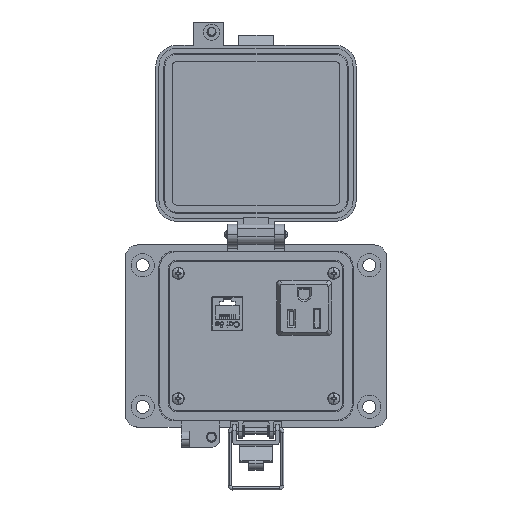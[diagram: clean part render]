
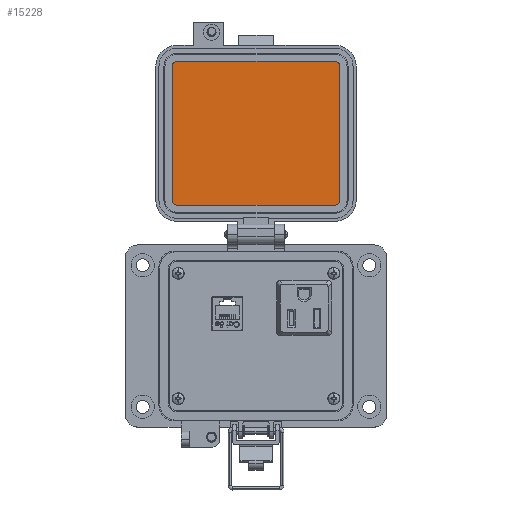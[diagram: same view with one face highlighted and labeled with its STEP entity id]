
A CAD part, top view. The second image highlights one B-rep face of the part: STEP entity #15228.
In plain terms, the highlighted planar face has unit normal (0, 0, 1).
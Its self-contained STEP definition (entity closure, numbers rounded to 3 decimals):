
#146 = DIRECTION ( 'NONE',  ( 0., 0., -1. ) ) ;
#195 = CARTESIAN_POINT ( 'NONE',  ( -3.279, 128.688, 19.202 ) ) ;
#1633 = VECTOR ( 'NONE', #32896, 1000. ) ;
#1752 = CARTESIAN_POINT ( 'NONE',  ( 35.912, 57.705, 19.202 ) ) ;
#2905 = PLANE ( 'NONE',  #20001 ) ;
#4216 = ORIENTED_EDGE ( 'NONE', *, *, #43289, .F. ) ;
#5492 = EDGE_CURVE ( 'NONE', #36329, #12157, #44128, .T. ) ;
#6107 = ORIENTED_EDGE ( 'NONE', *, *, #28388, .F. ) ;
#7788 = EDGE_CURVE ( 'NONE', #18615, #8232, #32322, .T. ) ;
#8232 = VERTEX_POINT ( 'NONE', #24294 ) ;
#10782 = CARTESIAN_POINT ( 'NONE',  ( -44.769, 93.196, 19.202 ) ) ;
#12157 = VERTEX_POINT ( 'NONE', #49055 ) ;
#13188 = EDGE_CURVE ( 'NONE', #12157, #36299, #26641, .T. ) ;
#13417 = AXIS2_PLACEMENT_3D ( 'NONE', #48548, #40061, #45072 ) ;
#15228 = ADVANCED_FACE ( 'NONE', ( #42525 ), #2905, .T. ) ;
#16215 = DIRECTION ( 'NONE',  ( 1., 0., 0. ) ) ;
#17778 = ORIENTED_EDGE ( 'NONE', *, *, #13188, .F. ) ;
#18615 = VERTEX_POINT ( 'NONE', #40786 ) ;
#18793 = DIRECTION ( 'NONE',  ( 0., -1., 0. ) ) ;
#19793 = CIRCLE ( 'NONE', #49394, 2.299 ) ;
#20001 = AXIS2_PLACEMENT_3D ( 'NONE', #22949, #22167, #31383 ) ;
#21013 = EDGE_LOOP ( 'NONE', ( #6107, #4216, #49673, #38458, #42775, #35779, #17778, #33791 ) ) ;
#22004 = EDGE_CURVE ( 'NONE', #36299, #26519, #27127, .T. ) ;
#22167 = DIRECTION ( 'NONE',  ( 0., 0., 1. ) ) ;
#22701 = CIRCLE ( 'NONE', #13417, 2.299 ) ;
#22949 = CARTESIAN_POINT ( 'NONE',  ( 39.871, 130.108, 19.202 ) ) ;
#24275 = CARTESIAN_POINT ( 'NONE',  ( -3.279, 57.705, 19.202 ) ) ;
#24294 = CARTESIAN_POINT ( 'NONE',  ( 38.212, 126.389, 19.202 ) ) ;
#24816 = DIRECTION ( 'NONE',  ( 0., -1., 0. ) ) ;
#26519 = VERTEX_POINT ( 'NONE', #38888 ) ;
#26641 = CIRCLE ( 'NONE', #27503, 2.299 ) ;
#27127 = LINE ( 'NONE', #10782, #34431 ) ;
#27503 = AXIS2_PLACEMENT_3D ( 'NONE', #39510, #146, #16215 ) ;
#28388 = EDGE_CURVE ( 'NONE', #43484, #36329, #19793, .T. ) ;
#29036 = LINE ( 'NONE', #49724, #33501 ) ;
#29179 = EDGE_CURVE ( 'NONE', #26519, #47299, #22701, .T. ) ;
#31113 = DIRECTION ( 'NONE',  ( 0., 1., 0. ) ) ;
#31383 = DIRECTION ( 'NONE',  ( -1., 0., 0. ) ) ;
#32322 = CIRCLE ( 'NONE', #45882, 2.299 ) ;
#32896 = DIRECTION ( 'NONE',  ( 1., 0., 0. ) ) ;
#33501 = VECTOR ( 'NONE', #24816, 1000. ) ;
#33791 = ORIENTED_EDGE ( 'NONE', *, *, #5492, .F. ) ;
#34431 = VECTOR ( 'NONE', #31113, 1000. ) ;
#35078 = CARTESIAN_POINT ( 'NONE',  ( -42.469, 128.688, 19.202 ) ) ;
#35779 = ORIENTED_EDGE ( 'NONE', *, *, #22004, .F. ) ;
#36299 = VERTEX_POINT ( 'NONE', #48554 ) ;
#36329 = VERTEX_POINT ( 'NONE', #1752 ) ;
#38458 = ORIENTED_EDGE ( 'NONE', *, *, #46412, .F. ) ;
#38888 = CARTESIAN_POINT ( 'NONE',  ( -44.769, 126.389, 19.202 ) ) ;
#39510 = CARTESIAN_POINT ( 'NONE',  ( -42.469, 60.004, 19.202 ) ) ;
#40061 = DIRECTION ( 'NONE',  ( 0., 0., -1. ) ) ;
#40415 = DIRECTION ( 'NONE',  ( -1., 0., 0. ) ) ;
#40501 = CARTESIAN_POINT ( 'NONE',  ( 35.912, 126.389, 19.202 ) ) ;
#40786 = CARTESIAN_POINT ( 'NONE',  ( 35.912, 128.688, 19.202 ) ) ;
#41021 = DIRECTION ( 'NONE',  ( 0., 0., -1. ) ) ;
#41426 = CARTESIAN_POINT ( 'NONE',  ( 38.212, 60.004, 19.202 ) ) ;
#42525 = FACE_OUTER_BOUND ( 'NONE', #21013, .T. ) ;
#42775 = ORIENTED_EDGE ( 'NONE', *, *, #29179, .F. ) ;
#43289 = EDGE_CURVE ( 'NONE', #8232, #43484, #29036, .T. ) ;
#43484 = VERTEX_POINT ( 'NONE', #41426 ) ;
#44128 = LINE ( 'NONE', #24275, #50851 ) ;
#45072 = DIRECTION ( 'NONE',  ( 0., -1., 0. ) ) ;
#45079 = LINE ( 'NONE', #195, #1633 ) ;
#45882 = AXIS2_PLACEMENT_3D ( 'NONE', #40501, #41021, #49518 ) ;
#46412 = EDGE_CURVE ( 'NONE', #47299, #18615, #45079, .T. ) ;
#46598 = CARTESIAN_POINT ( 'NONE',  ( 35.912, 60.004, 19.202 ) ) ;
#47299 = VERTEX_POINT ( 'NONE', #35078 ) ;
#48548 = CARTESIAN_POINT ( 'NONE',  ( -42.469, 126.389, 19.202 ) ) ;
#48554 = CARTESIAN_POINT ( 'NONE',  ( -44.769, 60.004, 19.202 ) ) ;
#49055 = CARTESIAN_POINT ( 'NONE',  ( -42.469, 57.705, 19.202 ) ) ;
#49394 = AXIS2_PLACEMENT_3D ( 'NONE', #46598, #50587, #18793 ) ;
#49518 = DIRECTION ( 'NONE',  ( 1., 0., 0. ) ) ;
#49673 = ORIENTED_EDGE ( 'NONE', *, *, #7788, .F. ) ;
#49724 = CARTESIAN_POINT ( 'NONE',  ( 38.212, 93.196, 19.202 ) ) ;
#50587 = DIRECTION ( 'NONE',  ( 0., 0., -1. ) ) ;
#50851 = VECTOR ( 'NONE', #40415, 1000. ) ;
